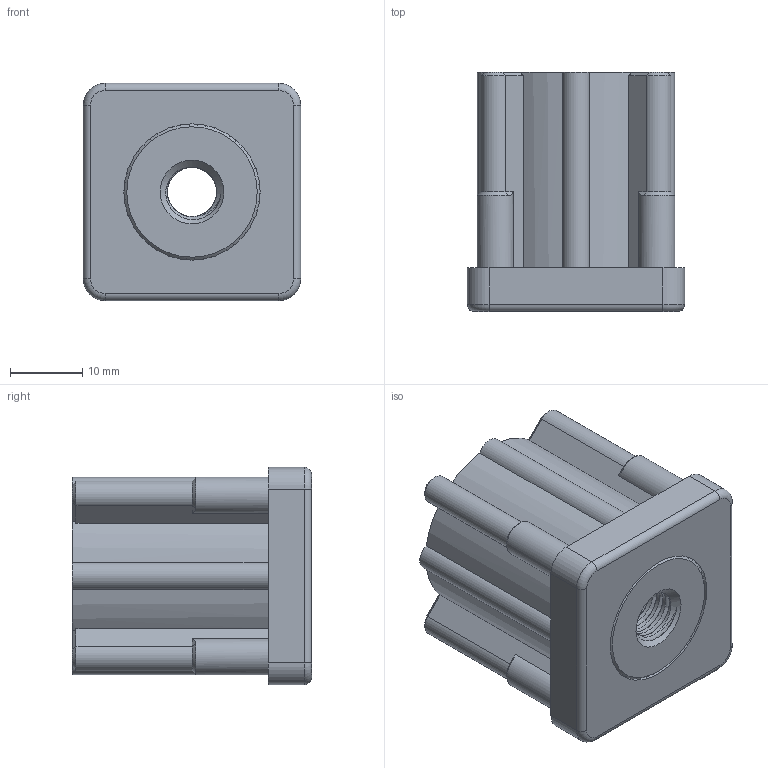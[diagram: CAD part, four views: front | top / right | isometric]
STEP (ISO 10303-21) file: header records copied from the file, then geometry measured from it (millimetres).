
FILE_DESCRIPTION(/* description */ (''),/* implementation_level */ '2;1');
FILE_NAME(/* name */ '17034-M8.stp',/* time_stamp */ '2023-06-22T11:36:43+02:00',/* author */ ('Martin'),/* organization */ (''),/* preprocessor_version */ 'ST-DEVELOPER v18.1',/* originating_system */ 'Autodesk Inventor 2021',/* authorisation */ '');
FILE_SCHEMA (('AUTOMOTIVE_DESIGN { 1 0 10303 214 3 1 1 }'));
Length unit declared in the file: millimetre
Products named in the file (3): 17038; 17034; BOCCOLA D19-M10
Assembly tree (2 placements, depth 2):
  17038
    17034
    BOCCOLA D19-M10
Bounding box: 30 x 33 x 30 mm (x, y, z)
Volume: 17419.2 mm3; surface area: 9638.5 mm2
Topology: 2 solids, 2 shells, 407 faces, 1174 edges, 774 vertices
Faces by surface type: plane 239, cylinder 147, cone 15, torus 4, bspline 2
Full cylindrical faces by diameter (mm): 6.8 x6, 16.658 x1, 18 x2, 18.8 x1
Entity records: 14989 total; most frequent: CARTESIAN_POINT 4866, ORIENTED_EDGE 2348, DIRECTION 1959, EDGE_CURVE 1174, VERTEX_POINT 774, AXIS2_PLACEMENT_3D 713, LINE 533, VECTOR 533
